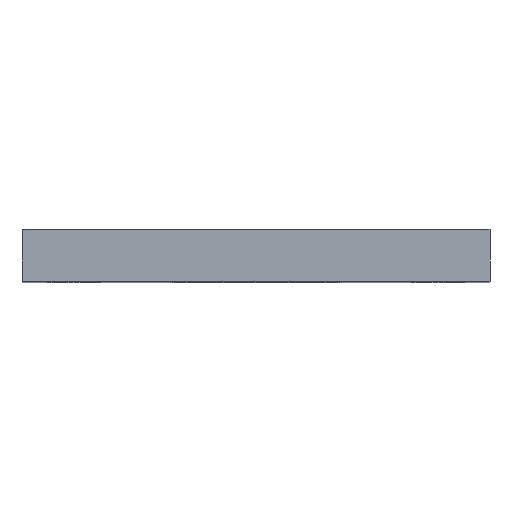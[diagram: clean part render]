
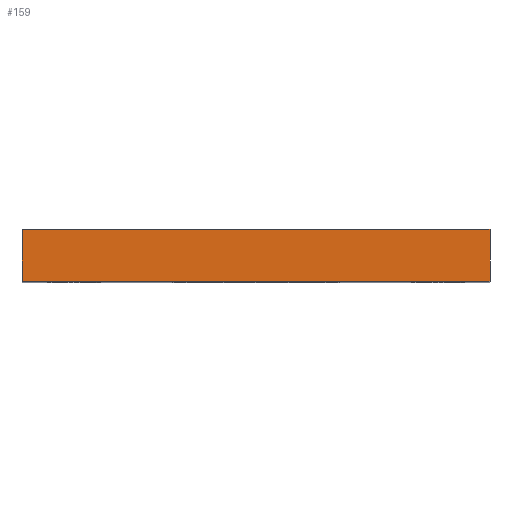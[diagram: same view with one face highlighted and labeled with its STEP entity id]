
A CAD part, top view. The second image highlights one B-rep face of the part: STEP entity #159.
In plain terms, the highlighted planar face has unit normal (0, 0, 1).
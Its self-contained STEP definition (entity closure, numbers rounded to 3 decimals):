
#28 = CARTESIAN_POINT ( 'NONE',  ( -90., 20., 130. ) ) ;
#66 = VECTOR ( 'NONE', #116, 1000. ) ;
#95 = FACE_OUTER_BOUND ( 'NONE', #587, .T. ) ;
#107 = VERTEX_POINT ( 'NONE', #130 ) ;
#116 = DIRECTION ( 'NONE',  ( 1., 0., 0. ) ) ;
#119 = VERTEX_POINT ( 'NONE', #141 ) ;
#130 = CARTESIAN_POINT ( 'NONE',  ( -90., 0., 130. ) ) ;
#133 = CARTESIAN_POINT ( 'NONE',  ( -90., 20., 130. ) ) ;
#141 = CARTESIAN_POINT ( 'NONE',  ( 90., 20., 130. ) ) ;
#159 = ADVANCED_FACE ( 'NONE', ( #95 ), #241, .F. ) ;
#219 = CARTESIAN_POINT ( 'NONE',  ( -90., 20., 130. ) ) ;
#236 = DIRECTION ( 'NONE',  ( 1., 0., 0. ) ) ;
#241 = PLANE ( 'NONE',  #360 ) ;
#254 = CARTESIAN_POINT ( 'NONE',  ( -90., 20., 130. ) ) ;
#276 = LINE ( 'NONE', #699, #1017 ) ;
#323 = LINE ( 'NONE', #219, #66 ) ;
#333 = CARTESIAN_POINT ( 'NONE',  ( -90., 0., 130. ) ) ;
#360 = AXIS2_PLACEMENT_3D ( 'NONE', #254, #542, #547 ) ;
#384 = LINE ( 'NONE', #333, #802 ) ;
#394 = EDGE_CURVE ( 'NONE', #119, #488, #276, .T. ) ;
#488 = VERTEX_POINT ( 'NONE', #937 ) ;
#542 = DIRECTION ( 'NONE',  ( 0., 0., -1. ) ) ;
#547 = DIRECTION ( 'NONE',  ( -1., 0., 0. ) ) ;
#587 = EDGE_LOOP ( 'NONE', ( #863, #877, #879, #889 ) ) ;
#611 = VECTOR ( 'NONE', #934, 1000. ) ;
#622 = EDGE_CURVE ( 'NONE', #801, #119, #323, .T. ) ;
#644 = EDGE_CURVE ( 'NONE', #107, #488, #384, .T. ) ;
#685 = DIRECTION ( 'NONE',  ( 0., -1., 0. ) ) ;
#699 = CARTESIAN_POINT ( 'NONE',  ( 90., 20., 130. ) ) ;
#800 = LINE ( 'NONE', #28, #611 ) ;
#801 = VERTEX_POINT ( 'NONE', #133 ) ;
#802 = VECTOR ( 'NONE', #236, 1000. ) ;
#863 = ORIENTED_EDGE ( 'NONE', *, *, #644, .T. ) ;
#877 = ORIENTED_EDGE ( 'NONE', *, *, #394, .F. ) ;
#879 = ORIENTED_EDGE ( 'NONE', *, *, #622, .F. ) ;
#889 = ORIENTED_EDGE ( 'NONE', *, *, #1118, .T. ) ;
#934 = DIRECTION ( 'NONE',  ( 0., -1., 0. ) ) ;
#937 = CARTESIAN_POINT ( 'NONE',  ( 90., 0., 130. ) ) ;
#1017 = VECTOR ( 'NONE', #685, 1000. ) ;
#1118 = EDGE_CURVE ( 'NONE', #801, #107, #800, .T. ) ;
